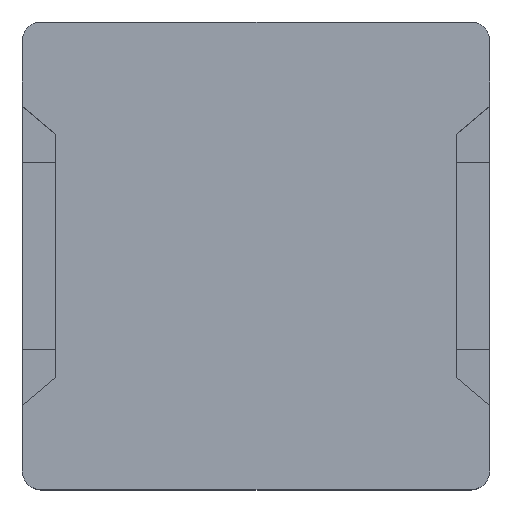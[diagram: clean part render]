
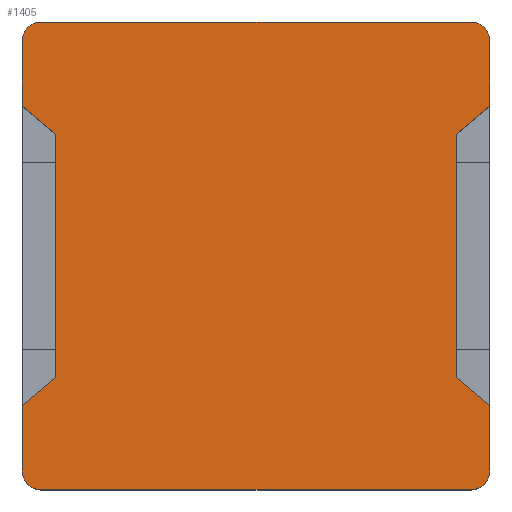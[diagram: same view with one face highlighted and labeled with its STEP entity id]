
A CAD part, top view. The second image highlights one B-rep face of the part: STEP entity #1405.
In plain terms, the highlighted planar face has unit normal (0, 0, 1).
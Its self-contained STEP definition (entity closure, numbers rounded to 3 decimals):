
#513=CARTESIAN_POINT('',(5.75,6.25,5.7));
#514=VERTEX_POINT('',#513);
#515=CARTESIAN_POINT('',(6.25,5.75,5.7));
#516=VERTEX_POINT('',#515);
#517=CARTESIAN_POINT('',(5.75,5.75,5.7));
#518=DIRECTION('',(0.0,0.0,-1.));
#519=DIRECTION('',(0.707,0.707,0.0));
#520=AXIS2_PLACEMENT_3D('',#517,#518,#519);
#521=CIRCLE('',#520,0.5);
#522=EDGE_CURVE('',#514,#516,#521,.T.);
#564=CARTESIAN_POINT('',(-5.75,6.25,5.7));
#565=VERTEX_POINT('',#564);
#572=CARTESIAN_POINT('',(-5.75,6.25,5.7));
#573=DIRECTION('',(1.0,0.0,0.0));
#574=VECTOR('',#573,11.5);
#575=LINE('',#572,#574);
#576=EDGE_CURVE('',#565,#514,#575,.T.);
#725=CARTESIAN_POINT('',(-6.25,5.75,5.7));
#726=VERTEX_POINT('',#725);
#727=CARTESIAN_POINT('',(-5.75,5.75,5.7));
#728=DIRECTION('',(0.0,0.0,-1.));
#729=DIRECTION('',(-0.707,0.707,0.0));
#730=AXIS2_PLACEMENT_3D('',#727,#728,#729);
#731=CIRCLE('',#730,0.5);
#732=EDGE_CURVE('',#726,#565,#731,.T.);
#760=CARTESIAN_POINT('',(-6.25,4.0,5.7));
#761=VERTEX_POINT('',#760);
#768=CARTESIAN_POINT('',(-6.25,4.0,5.7));
#769=DIRECTION('',(0.0,1.0,0.0));
#770=VECTOR('',#769,1.75);
#771=LINE('',#768,#770);
#772=EDGE_CURVE('',#761,#726,#771,.T.);
#782=CARTESIAN_POINT('',(-5.75,-6.25,5.7));
#783=VERTEX_POINT('',#782);
#784=CARTESIAN_POINT('',(-6.25,-5.75,5.7));
#785=VERTEX_POINT('',#784);
#786=CARTESIAN_POINT('',(-5.75,-5.75,5.7));
#787=DIRECTION('',(0.0,0.0,-1.));
#788=DIRECTION('',(-0.707,-0.707,0.0));
#789=AXIS2_PLACEMENT_3D('',#786,#787,#788);
#790=CIRCLE('',#789,0.5);
#791=EDGE_CURVE('',#783,#785,#790,.T.);
#816=CARTESIAN_POINT('',(5.75,-6.25,5.7));
#817=VERTEX_POINT('',#816);
#824=CARTESIAN_POINT('',(5.75,-6.25,5.7));
#825=DIRECTION('',(-1.0,0.0,0.0));
#826=VECTOR('',#825,11.5);
#827=LINE('',#824,#826);
#828=EDGE_CURVE('',#817,#783,#827,.T.);
#838=CARTESIAN_POINT('',(6.25,-5.75,5.7));
#839=VERTEX_POINT('',#838);
#840=CARTESIAN_POINT('',(5.75,-5.75,5.7));
#841=DIRECTION('',(0.0,0.0,-1.));
#842=DIRECTION('',(0.707,-0.707,0.0));
#843=AXIS2_PLACEMENT_3D('',#840,#841,#842);
#844=CIRCLE('',#843,0.5);
#845=EDGE_CURVE('',#839,#817,#844,.T.);
#863=CARTESIAN_POINT('',(6.25,-4.0,5.7));
#864=VERTEX_POINT('',#863);
#865=CARTESIAN_POINT('',(5.35,-3.25,5.7));
#866=VERTEX_POINT('',#865);
#867=CARTESIAN_POINT('',(6.25,-4.0,5.7));
#868=DIRECTION('',(-0.768,0.64,0.0));
#869=VECTOR('',#868,1.172);
#870=LINE('',#867,#869);
#871=EDGE_CURVE('',#864,#866,#870,.T.);
#903=CARTESIAN_POINT('',(5.35,3.25,5.7));
#904=VERTEX_POINT('',#903);
#905=CARTESIAN_POINT('',(5.35,-3.25,5.7));
#906=DIRECTION('',(0.0,1.0,0.0));
#907=VECTOR('',#906,6.5);
#908=LINE('',#905,#907);
#909=EDGE_CURVE('',#866,#904,#908,.T.);
#934=CARTESIAN_POINT('',(6.25,4.,5.7));
#935=VERTEX_POINT('',#934);
#936=CARTESIAN_POINT('',(5.35,3.25,5.7));
#937=DIRECTION('',(0.768,0.64,0.0));
#938=VECTOR('',#937,1.172);
#939=LINE('',#936,#938);
#940=EDGE_CURVE('',#904,#935,#939,.T.);
#1191=CARTESIAN_POINT('',(6.25,-4.0,5.7));
#1192=DIRECTION('',(0.0,-1.0,0.0));
#1193=VECTOR('',#1192,1.75);
#1194=LINE('',#1191,#1193);
#1195=EDGE_CURVE('',#864,#839,#1194,.T.);
#1206=CARTESIAN_POINT('',(-6.25,-4.0,5.7));
#1207=VERTEX_POINT('',#1206);
#1208=CARTESIAN_POINT('',(-6.25,-5.75,5.7));
#1209=DIRECTION('',(0.0,1.0,0.0));
#1210=VECTOR('',#1209,1.75);
#1211=LINE('',#1208,#1210);
#1212=EDGE_CURVE('',#785,#1207,#1211,.T.);
#1231=CARTESIAN_POINT('',(6.25,5.75,5.7));
#1232=DIRECTION('',(0.0,-1.0,0.0));
#1233=VECTOR('',#1232,1.75);
#1234=LINE('',#1231,#1233);
#1235=EDGE_CURVE('',#516,#935,#1234,.T.);
#1303=CARTESIAN_POINT('',(-5.35,-3.25,5.7));
#1304=VERTEX_POINT('',#1303);
#1305=CARTESIAN_POINT('',(-6.25,-4.0,5.7));
#1306=DIRECTION('',(0.768,0.64,0.0));
#1307=VECTOR('',#1306,1.172);
#1308=LINE('',#1305,#1307);
#1309=EDGE_CURVE('',#1207,#1304,#1308,.T.);
#1334=CARTESIAN_POINT('',(-5.35,3.25,5.7));
#1335=VERTEX_POINT('',#1334);
#1336=CARTESIAN_POINT('',(-5.35,-3.25,5.7));
#1337=DIRECTION('',(0.0,1.0,0.0));
#1338=VECTOR('',#1337,6.5);
#1339=LINE('',#1336,#1338);
#1340=EDGE_CURVE('',#1304,#1335,#1339,.T.);
#1365=CARTESIAN_POINT('',(-5.35,3.25,5.7));
#1366=DIRECTION('',(-0.768,0.64,0.0));
#1367=VECTOR('',#1366,1.172);
#1368=LINE('',#1365,#1367);
#1369=EDGE_CURVE('',#1335,#761,#1368,.T.);
#1382=CARTESIAN_POINT('',(-5.049,0.0,5.7));
#1383=DIRECTION('',(0.0,0.0,1.0));
#1384=DIRECTION('',(1.0,0.0,0.0));
#1385=AXIS2_PLACEMENT_3D('',#1382,#1383,#1384);
#1386=PLANE('',#1385);
#1387=ORIENTED_EDGE('',*,*,#522,.F.);
#1388=ORIENTED_EDGE('',*,*,#576,.F.);
#1389=ORIENTED_EDGE('',*,*,#732,.F.);
#1390=ORIENTED_EDGE('',*,*,#772,.F.);
#1391=ORIENTED_EDGE('',*,*,#1369,.F.);
#1392=ORIENTED_EDGE('',*,*,#1340,.F.);
#1393=ORIENTED_EDGE('',*,*,#1309,.F.);
#1394=ORIENTED_EDGE('',*,*,#1212,.F.);
#1395=ORIENTED_EDGE('',*,*,#791,.F.);
#1396=ORIENTED_EDGE('',*,*,#828,.F.);
#1397=ORIENTED_EDGE('',*,*,#845,.F.);
#1398=ORIENTED_EDGE('',*,*,#1195,.F.);
#1399=ORIENTED_EDGE('',*,*,#871,.T.);
#1400=ORIENTED_EDGE('',*,*,#909,.T.);
#1401=ORIENTED_EDGE('',*,*,#940,.T.);
#1402=ORIENTED_EDGE('',*,*,#1235,.F.);
#1403=EDGE_LOOP('',(#1387,#1388,#1389,#1390,#1391,#1392,#1393,#1394,#1395,#1396,#1397,#1398,#1399,#1400,#1401,#1402));
#1404=FACE_OUTER_BOUND('',#1403,.T.);
#1405=ADVANCED_FACE('',(#1404),#1386,.T.);
